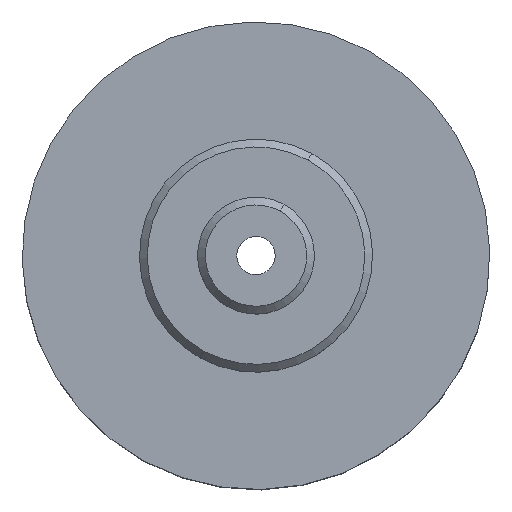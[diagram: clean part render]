
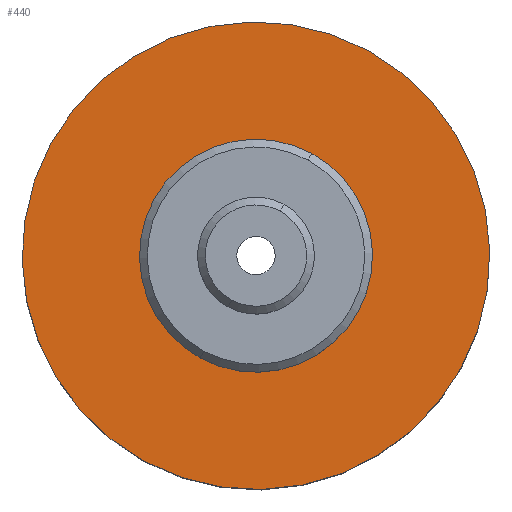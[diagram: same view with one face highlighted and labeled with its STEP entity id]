
A CAD part, top view. The second image highlights one B-rep face of the part: STEP entity #440.
In plain terms, the highlighted planar face has unit normal (0, 0, 1).
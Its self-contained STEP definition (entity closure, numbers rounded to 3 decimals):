
#379=CARTESIAN_POINT('Vertex',(-14.383,-26.327,-10.2)) ;
#382=CARTESIAN_POINT('Axis2P3D Location',(0.,0.,-10.2)) ;
#386=CARTESIAN_POINT('Vertex',(14.383,26.327,-10.2)) ;
#401=CARTESIAN_POINT('Axis2P3D Location',(0.,0.,-10.2)) ;
#413=CARTESIAN_POINT('Axis2P3D Location',(0.,14.95,-10.2)) ;
#422=CARTESIAN_POINT('Axis2P3D Location',(0.,0.,-10.2)) ;
#426=CARTESIAN_POINT('Vertex',(-7.167,-13.12,-10.2)) ;
#428=CARTESIAN_POINT('Vertex',(7.167,13.12,-10.2)) ;
#431=CARTESIAN_POINT('Axis2P3D Location',(0.,0.,-10.2)) ;
#383=DIRECTION('Axis2P3D Direction',(0.,0.,-1.)) ;
#402=DIRECTION('Axis2P3D Direction',(0.,0.,-1.)) ;
#414=DIRECTION('Axis2P3D Direction',(0.,0.,-1.)) ;
#415=DIRECTION('Axis2P3D XDirection',(1.,0.,0.)) ;
#423=DIRECTION('Axis2P3D Direction',(0.,0.,-1.)) ;
#432=DIRECTION('Axis2P3D Direction',(0.,0.,-1.)) ;
#384=AXIS2_PLACEMENT_3D('Circle Axis2P3D',#382,#383,$) ;
#403=AXIS2_PLACEMENT_3D('Circle Axis2P3D',#401,#402,$) ;
#416=AXIS2_PLACEMENT_3D('Plane Axis2P3D',#413,#414,#415) ;
#424=AXIS2_PLACEMENT_3D('Circle Axis2P3D',#422,#423,$) ;
#433=AXIS2_PLACEMENT_3D('Circle Axis2P3D',#431,#432,$) ;
#419=ORIENTED_EDGE('',*,*,#405,.F.) ;
#420=ORIENTED_EDGE('',*,*,#388,.F.) ;
#437=ORIENTED_EDGE('',*,*,#430,.T.) ;
#438=ORIENTED_EDGE('',*,*,#435,.T.) ;
#439=FACE_BOUND('',#436,.T.) ;
#440=ADVANCED_FACE('Corps principal',(#421,#439),#417,.F.) ;
#385=CIRCLE('generated circle',#384,30.) ;
#404=CIRCLE('generated circle',#403,30.) ;
#425=CIRCLE('generated circle',#424,14.95) ;
#434=CIRCLE('generated circle',#433,14.95) ;
#388=EDGE_CURVE('',#380,#387,#385,.T.) ;
#405=EDGE_CURVE('',#387,#380,#404,.T.) ;
#430=EDGE_CURVE('',#427,#429,#425,.T.) ;
#435=EDGE_CURVE('',#429,#427,#434,.T.) ;
#418=EDGE_LOOP('',(#419,#420)) ;
#436=EDGE_LOOP('',(#437,#438)) ;
#421=FACE_OUTER_BOUND('',#418,.T.) ;
#417=PLANE('',#416) ;
#380=VERTEX_POINT('',#379) ;
#387=VERTEX_POINT('',#386) ;
#427=VERTEX_POINT('',#426) ;
#429=VERTEX_POINT('',#428) ;
